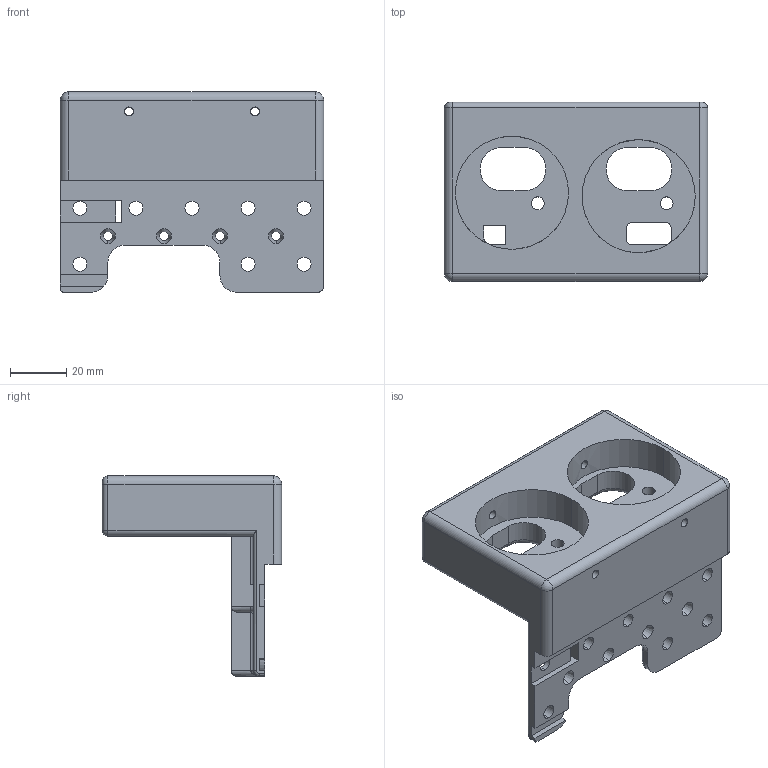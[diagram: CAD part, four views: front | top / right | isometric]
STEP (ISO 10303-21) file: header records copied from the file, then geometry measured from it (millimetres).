
FILE_DESCRIPTION (( 'STEP AP214' ), '1' );
FILE_NAME ('Sensorbox_small_64.STEP', '2025-05-09T18:32:34', ( '' ), ( '' ), 'SwSTEP 2.0', 'SolidWorks 2021', '' );
FILE_SCHEMA (( 'AUTOMOTIVE_DESIGN' ));
Length unit declared in the file: millimetre
Products named in the file (1): Sensorbox_small_64
Bounding box: 94 x 64 x 71.5 mm (x, y, z)
Volume: 114943.5 mm3; surface area: 32738 mm2
Topology: 1 solids, 1 shells, 179 faces, 474 edges, 295 vertices
Faces by surface type: cylinder 85, plane 65, torus 15, cone 8, sphere 5, bspline 1
Entity records: 5869 total; most frequent: CARTESIAN_POINT 1231, DIRECTION 994, ORIENTED_EDGE 936, EDGE_CURVE 468, AXIS2_PLACEMENT_3D 364, VERTEX_POINT 295, VECTOR 266, LINE 266
